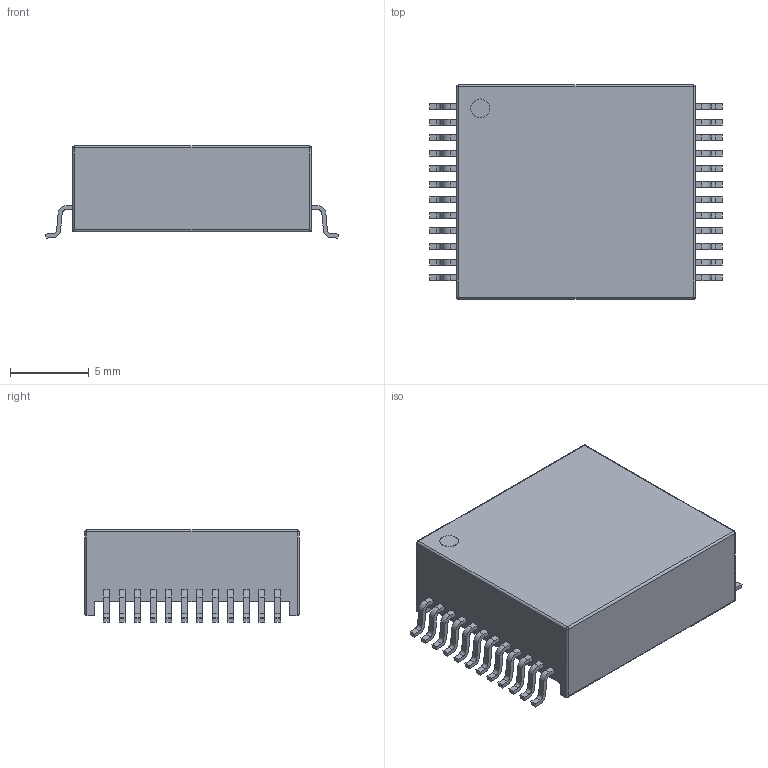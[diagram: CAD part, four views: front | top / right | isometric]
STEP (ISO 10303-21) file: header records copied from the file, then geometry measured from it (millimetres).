
FILE_DESCRIPTION(/* description */ (''),/* implementation_level */ '2;1');
FILE_NAME(/* name */ 'H5008NL.step',/* time_stamp */ '2020-12-29T16:12:51-05:00',/* author */ (''),/* organization */ (''),/* preprocessor_version */ 'ST-DEVELOPER v18.1',/* originating_system */ 'Autodesk Translation Framework v9.7.1.1290',/* authorisation */ '');
FILE_SCHEMA (('AUTOMOTIVE_DESIGN { 1 0 10303 214 3 1 1 }'));
Length unit declared in the file: millimetre
Products named in the file (1): H5008NL
Bounding box: 18.62 x 13.64 x 5.87 mm (x, y, z)
Volume: 972.7 mm3; surface area: 845.9 mm2
Topology: 1 solids, 1 shells, 458 faces, 1209 edges, 798 vertices
Faces by surface type: plane 347, cylinder 107, sphere 4
Full cylindrical faces by diameter (mm): 1.2 x1
Entity records: 14498 total; most frequent: CARTESIAN_POINT 2462, ORIENTED_EDGE 2410, DIRECTION 2333, EDGE_CURVE 1205, LINE 995, VECTOR 995, VERTEX_POINT 798, AXIS2_PLACEMENT_3D 669
